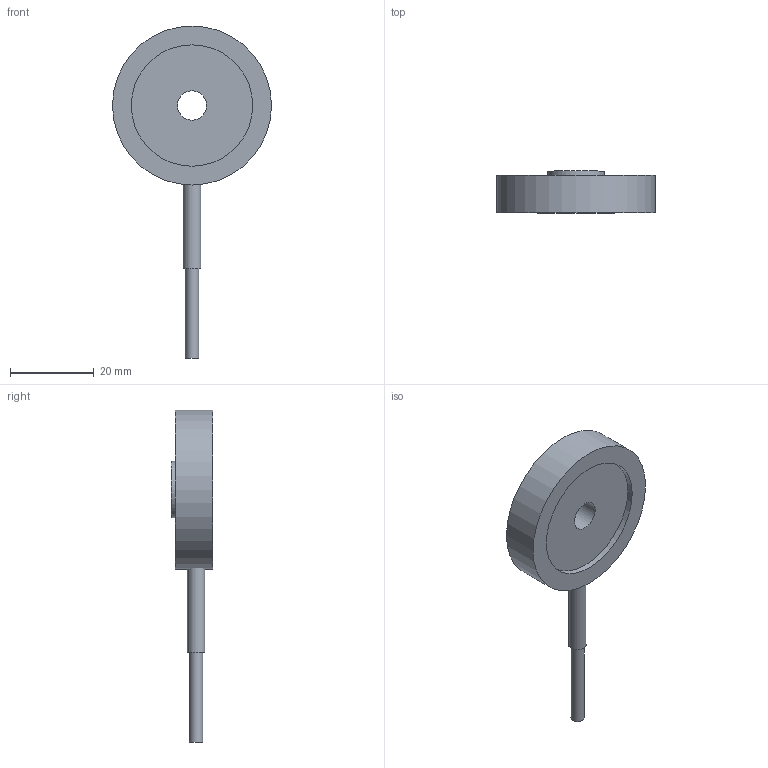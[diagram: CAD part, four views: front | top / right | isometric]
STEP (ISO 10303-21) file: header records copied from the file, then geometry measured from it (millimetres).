
FILE_DESCRIPTION( ( 'Unknown' ), '1' );
FILE_NAME( 'K14-1-10kN.stp', 'Unknown', ( 'Unknown' ), ( 'Unknown' ), 'PSStep 17.0.49', 'Unknown', ' ' );
FILE_SCHEMA( ( 'AUTOMOTIVE_DESIGN { 1 0 10303 214 1 1 1 1 }' ) );
Length unit declared in the file: millimetre
Products named in the file (4): Assem1; 1367-001_Messelement_DOC-00068506; Gummituelle Gr 2_DOC-00068512; kabeldurchmesser 3,2_doc-00043680
Assembly tree (3 placements, depth 2):
  Assem1
    1367-001_Messelement_DOC-00068506
    Gummituelle Gr 2_DOC-00068512
    kabeldurchmesser 3,2_doc-00043680
Bounding box: 38 x 10 x 79.34 mm (x, y, z)
Volume: 9058 mm3; surface area: 4731.3 mm2
Topology: 3 solids, 3 shells, 19 faces, 31 edges, 21 vertices
Faces by surface type: plane 9, cylinder 8, torus 2
Full cylindrical faces by diameter (mm): 3 x1, 3.2 x1, 4.2 x1, 7 x1, 13.5 x1, 28 x1, 29 x1, 38 x1
Entity records: 604 total; most frequent: DIRECTION 82, CARTESIAN_POINT 59, AXIS2_PLACEMENT_3D 41, EDGE_LOOP 36, ORIENTED_EDGE 36, FACE_OUTER_BOUND 29, STYLED_ITEM 19, PRESENTATION_STYLE_ASSIGNMENT 19
